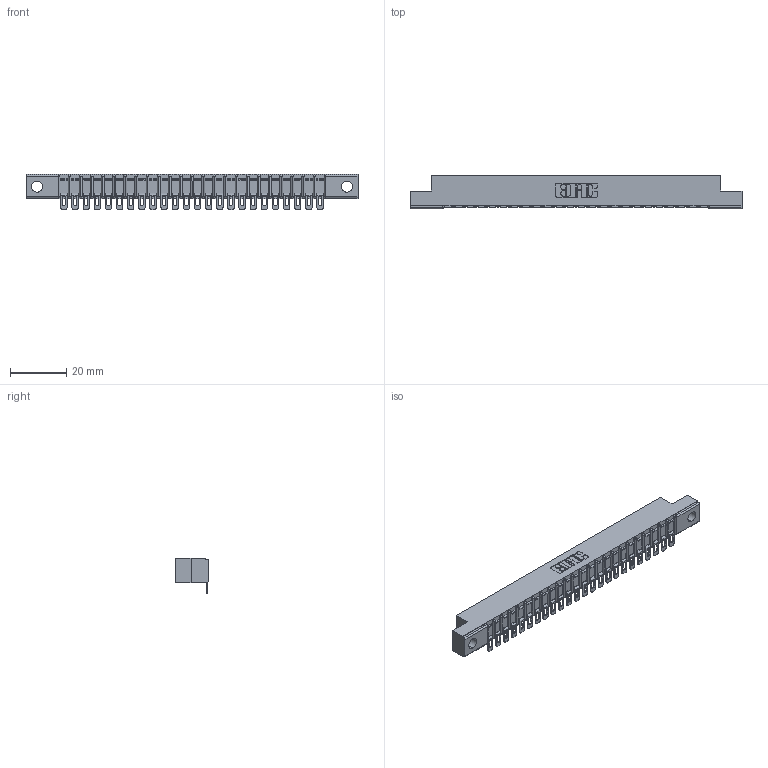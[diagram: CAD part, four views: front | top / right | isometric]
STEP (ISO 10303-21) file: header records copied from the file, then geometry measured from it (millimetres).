
FILE_DESCRIPTION (( 'STEP AP203' ), '1' );
FILE_NAME ('307-024-554-102.STEP', '2018-08-04T06:37:14', ( '' ), ( '' ), 'SwSTEP 2.0', 'SolidWorks 2016', '' );
FILE_SCHEMA (( 'CONFIG_CONTROL_DESIGN' ));
Length unit declared in the file: inch
Products named in the file (3): 307 Part_.128 Dia Mounting Holes; 307-290-002_554; 307-024-554-102
Assembly tree (25 placements, depth 2):
  307-024-554-102
    307 Part_.128 Dia Mounting Holes
    307-290-002_554  x24
Bounding box: 118.11 x 12.01 x 12.52 mm (x, y, z)
Volume: 7719.2 mm3; surface area: 14098.1 mm2
Topology: 25 solids, 25 shells, 2087 faces, 6395 edges, 4194 vertices
Faces by surface type: plane 1174, cylinder 863, sphere 50
Entity records: 23761 total; most frequent: CARTESIAN_POINT 4006, ORIENTED_EDGE 3996, DIRECTION 3906, EDGE_CURVE 1998, LINE 1514, VECTOR 1514, VERTEX_POINT 1296, AXIS2_PLACEMENT_3D 1196
